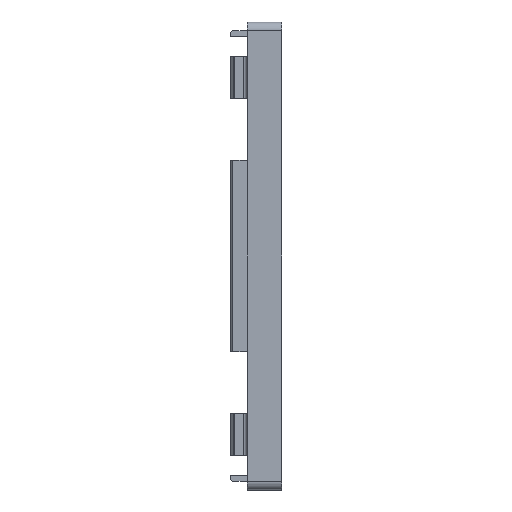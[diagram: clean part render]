
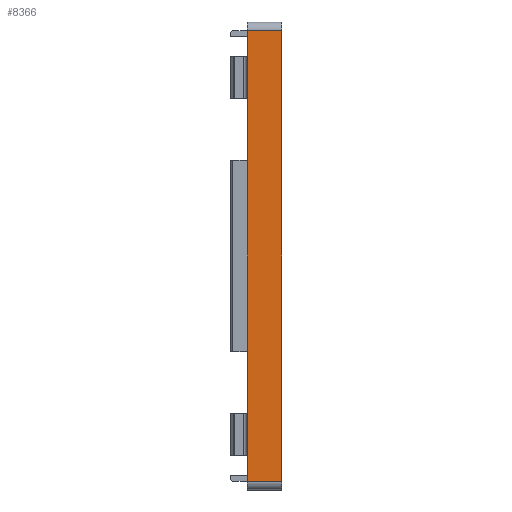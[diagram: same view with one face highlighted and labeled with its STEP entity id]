
A CAD part, left-side view. The second image highlights one B-rep face of the part: STEP entity #8366.
In plain terms, the highlighted planar face has unit normal (-1, 0, 0).
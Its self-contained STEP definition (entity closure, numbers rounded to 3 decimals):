
#1871=FACE_OUTER_BOUND('',#2537,.T.);
#2537=EDGE_LOOP('',(#7616,#7617,#7618,#7619));
#2958=LINE('',#12106,#3467);
#3037=LINE('',#12869,#3546);
#3043=LINE('',#12884,#3552);
#3336=LINE('',#14051,#3845);
#3467=VECTOR('',#9592,10.);
#3546=VECTOR('',#10349,10.);
#3552=VECTOR('',#10365,10.);
#3845=VECTOR('',#11824,10.);
#3941=VERTEX_POINT('',#12102);
#3943=VERTEX_POINT('',#12105);
#4288=VERTEX_POINT('',#12867);
#4292=VERTEX_POINT('',#12883);
#4719=EDGE_CURVE('',#3941,#3943,#2958,.T.);
#5103=EDGE_CURVE('',#4288,#3941,#3037,.T.);
#5110=EDGE_CURVE('',#3943,#4292,#3043,.T.);
#5694=EDGE_CURVE('',#4288,#4292,#3336,.T.);
#7616=ORIENTED_EDGE('',*,*,#5103,.F.);
#7617=ORIENTED_EDGE('',*,*,#5694,.T.);
#7618=ORIENTED_EDGE('',*,*,#5110,.F.);
#7619=ORIENTED_EDGE('',*,*,#4719,.F.);
#7990=PLANE('',#9358);
#8366=ADVANCED_FACE('',(#1871),#7990,.T.);
#9358=AXIS2_PLACEMENT_3D('',#14050,#11822,#11823);
#9592=DIRECTION('',(0.,0.,1.));
#10349=DIRECTION('',(0.,1.,0.));
#10365=DIRECTION('',(0.,-1.,0.));
#11822=DIRECTION('center_axis',(-1.,0.,0.));
#11823=DIRECTION('ref_axis',(0.,0.,1.));
#11824=DIRECTION('',(0.,0.,1.));
#12102=CARTESIAN_POINT('',(-55.,8.,2.));
#12105=CARTESIAN_POINT('',(-55.,8.,108.));
#12106=CARTESIAN_POINT('',(-55.,8.,0.));
#12867=CARTESIAN_POINT('',(-55.,0.,2.));
#12869=CARTESIAN_POINT('',(-55.,0.,2.));
#12883=CARTESIAN_POINT('',(-55.,0.,108.));
#12884=CARTESIAN_POINT('',(-55.,0.,108.));
#14050=CARTESIAN_POINT('Origin',(-55.,0.,0.));
#14051=CARTESIAN_POINT('',(-55.,0.,0.));
